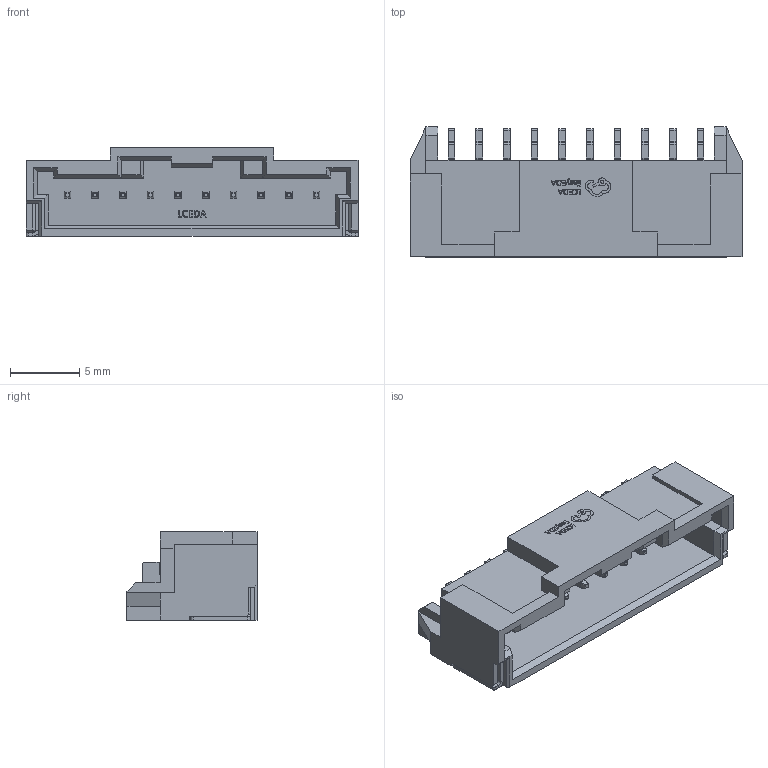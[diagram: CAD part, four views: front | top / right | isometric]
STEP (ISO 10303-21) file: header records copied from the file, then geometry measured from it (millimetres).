
FILE_DESCRIPTION (( 'STEP AP214' ), '1' );
FILE_NAME ('CONN-SMD_502352-P2.00-WS-10P.step', '2022-08-08T02:00:31', ( '' ), ( '' ), 'SwSTEP 2.0', 'SolidWorks 2020', '' );
FILE_SCHEMA (( 'AUTOMOTIVE_DESIGN' ));
Length unit declared in the file: millimetre
Products named in the file (1): CONN-SMD_502352-P2.00-WS-10P
Bounding box: 24 x 9.4 x 6.4 mm (x, y, z)
Volume: 542.9 mm3; surface area: 1322.8 mm2
Topology: 14 solids, 14 shells, 958 faces, 2603 edges, 1652 vertices
Faces by surface type: plane 558, cylinder 248, bspline 112, sphere 40
Entity records: 41488 total; most frequent: CARTESIAN_POINT 7638, ORIENTED_EDGE 5126, DIRECTION 4325, EDGE_CURVE 2563, LINE 1799, VECTOR 1799, VERTEX_POINT 1652, AXIS2_PLACEMENT_3D 1263
